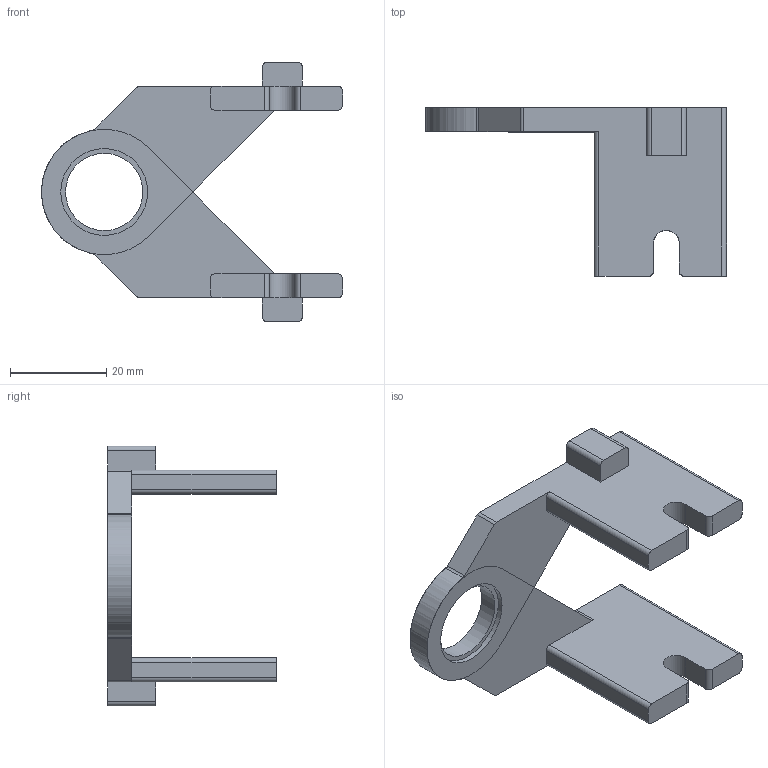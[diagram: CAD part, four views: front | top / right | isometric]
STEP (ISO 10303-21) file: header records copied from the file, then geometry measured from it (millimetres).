
FILE_DESCRIPTION(/* description */ ('','CAx-IF Rec.Pracs.---Representation and Presentation of Product Manufacturing Information (PMI)---4.0---2014-10-13'),/* implementation_level */ '2;1');
FILE_NAME(/* name */ 'Z Axis Lead Screw Bearing Holder - Front v16.step',/* time_stamp */ '2025-02-20T21:38:32-06:00',/* author */ (''),/* organization */ (''),/* preprocessor_version */ 'ST-DEVELOPER v20',/* originating_system */ 'Autodesk Translation Framework v13.20.0.188',/* authorisation */ '');
FILE_SCHEMA (('AP242_MANAGED_MODEL_BASED_3D_ENGINEERING_MIM_LF { 1 0 10303 442 1 1 4 }'));
Length unit declared in the file: millimetre
Products named in the file (1): Z Axis Lead Screw Bearing Holder - Front
Bounding box: 62.52 x 35 x 54 mm (x, y, z)
Volume: 17390 mm3; surface area: 9812.7 mm2
Topology: 2 solids, 2 shells, 64 faces, 174 edges, 116 vertices
Faces by surface type: plane 34, cylinder 30
Full cylindrical faces by diameter (mm): 16.05 x2, 18.05 x2
Entity records: 2085 total; most frequent: DIRECTION 364, CARTESIAN_POINT 355, ORIENTED_EDGE 348, EDGE_CURVE 174, AXIS2_PLACEMENT_3D 125, VERTEX_POINT 116, LINE 114, VECTOR 114
